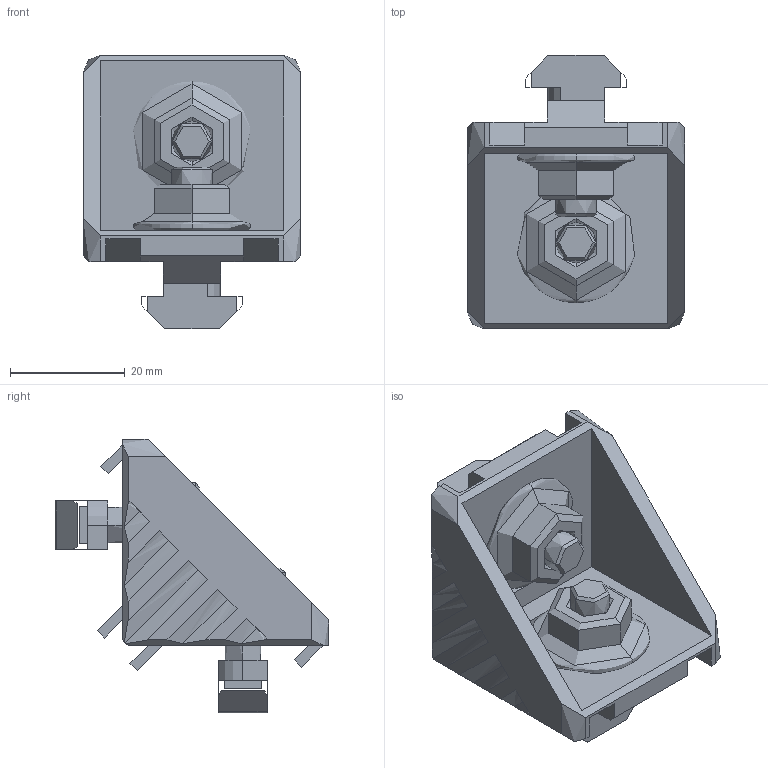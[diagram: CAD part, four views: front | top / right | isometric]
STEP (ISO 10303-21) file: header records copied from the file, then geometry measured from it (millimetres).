
FILE_DESCRIPTION (( 'STEP AP203' ), '1' );
FILE_NAME ('3_842_529_383_Bosch.step', '2024-06-04T12:53:23', ( '' ), ( '' ), 'SwSTEP 2.0', 'SolidWorks 2014', '' );
FILE_SCHEMA (( 'CONFIG_CONTROL_DESIGN' ));
Length unit declared in the file: millimetre
Products named in the file (1): 3_842_529_383_Bosch
Bounding box: 38 x 47.7 x 47.7 mm (x, y, z)
Topology: 0 solids, 13 shells, 248 faces, 703 edges, 462 vertices
Faces by surface type: plane 158, cylinder 52, cone 24, torus 14
Full cylindrical faces by diameter (mm): 1 x4, 2 x8
Entity records: 8430 total; most frequent: CARTESIAN_POINT 2046, ORIENTED_EDGE 1422, DIRECTION 1217, EDGE_CURVE 711, LINE 503, VECTOR 503, VERTEX_POINT 462, AXIS2_PLACEMENT_3D 357
